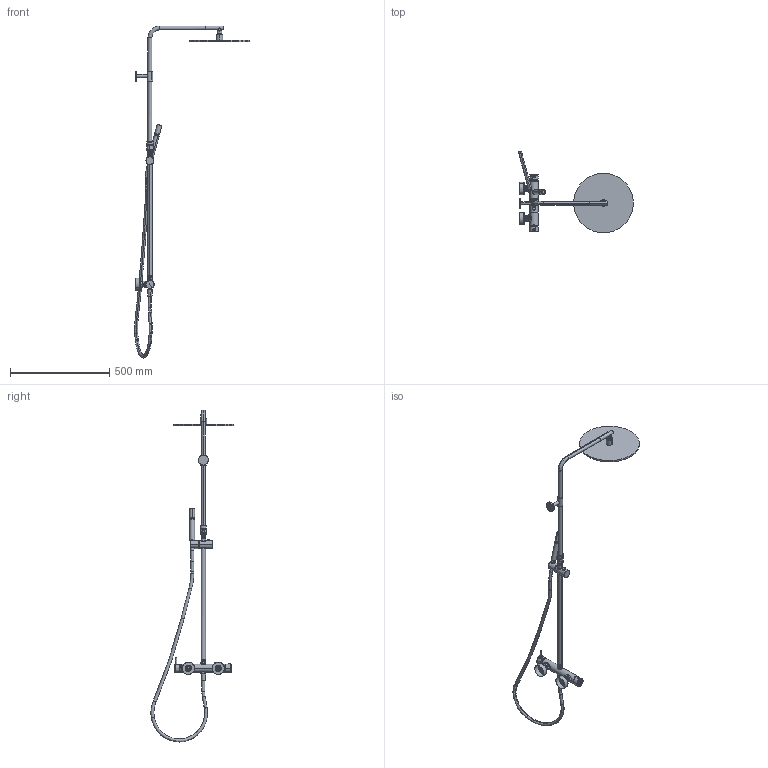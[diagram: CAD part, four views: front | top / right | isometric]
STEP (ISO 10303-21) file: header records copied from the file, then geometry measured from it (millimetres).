
FILE_DESCRIPTION(('CATIA V5 STEP Exchange','CAx-IF Rec.Pracs.--- Model Styling and Organization---1.5--- 2016-08-15','CAx-IF Rec.Pracs.---Supplemental Geometry---1.0---2011-11-01','CAx-IF Rec.Pracs.--- Composite Materials ---3.4---2017-06-13','CAx-IF Rec.Pracs.---Tessellated 3D Geometry---1.0---2015-12-17'),'2;1');
FILE_NAME('LN004030.stp','2023-01-31T07:44:56+00:00',('none'),('none'),'CATIA Version 5-6 Release 2020 SP2','CATIA V5 STEP AP242 v2','none');
FILE_SCHEMA(('AP242_MANAGED_MODEL_BASED_3D_ENGINEERING_MIM_LF {1 0 10303 442 1 1 4}'));
Products named in the file (1): Product1_AllCATPart
Bounding box: 576.75 x 413.76 x 1670.5 mm (x, y, z)
Volume: 1767519.2 mm3; surface area: 629547.9 mm2
Topology: 14 solids, 34 shells, 1828 faces, 4384 edges, 2869 vertices
Faces by surface type: cylinder 798, plane 484, revolution 160, torus 134, bspline 123, cone 77, extrusion 40, sphere 12
Entity records: 76491 total; most frequent: CARTESIAN_POINT 39962, ORIENTED_EDGE 8748, DIRECTION 4551, EDGE_CURVE 4374, VERTEX_POINT 2869, AXIS2_PLACEMENT_3D 2319, EDGE_LOOP 2177, ADVANCED_FACE 1828
